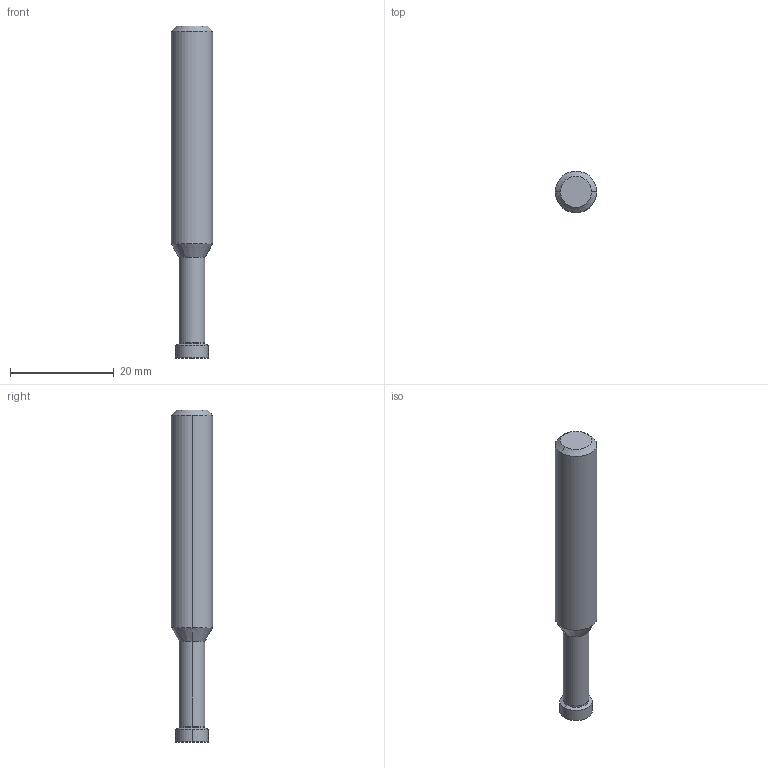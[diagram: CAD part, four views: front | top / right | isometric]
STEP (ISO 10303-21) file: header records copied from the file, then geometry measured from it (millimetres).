
FILE_DESCRIPTION(('HOOPS Exchange Step'),'2;1');
FILE_NAME('export-83613EF1-06CE-4EE9-8C13-1B8C9A85C499.stp','2022-11-29T10:52:11+01:00',('User'),('Alibre'),'HOOPS Exchange 2021.0','Alibre','Unknown authorisation');
FILE_SCHEMA( ('AP242_MANAGED_MODEL_BASED_3D_ENGINEERING_MIM_LF {1 0 10303 442 1 1 4 }') );
Length unit declared in the file: millimetre
Products named in the file (3): 4228 9.728_PART2; 4228 9.728_PART1; 6155 G1_16-G1_8 Micro-thread milling cutter, 9042280097280
Assembly tree (2 placements, depth 2):
  6155 G1_16-G1_8 Micro-thread milling cutter, 9042280097280
    4228 9.728_PART2
    4228 9.728_PART1
Bounding box: 8 x 8 x 64 mm (x, y, z)
Volume: 2595.2 mm3; surface area: 1541.2 mm2
Topology: 2 solids, 2 shells, 24 faces, 44 edges, 24 vertices
Faces by surface type: cylinder 10, cone 10, plane 4
Entity records: 698 total; most frequent: DIRECTION 132, CARTESIAN_POINT 100, ORIENTED_EDGE 88, AXIS2_PLACEMENT_3D 56, EDGE_CURVE 44, VERTEX_POINT 24, CIRCLE 24, EDGE_LOOP 24
